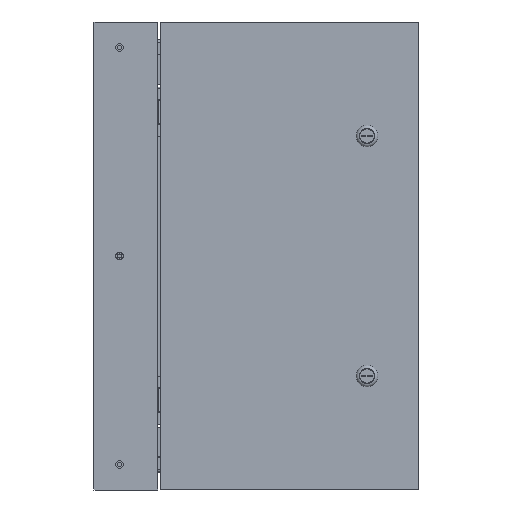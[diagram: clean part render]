
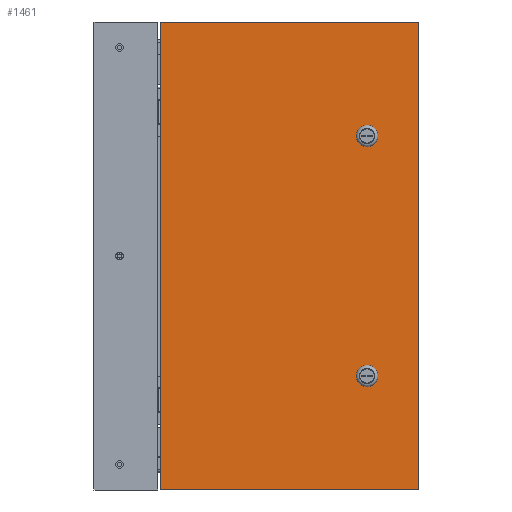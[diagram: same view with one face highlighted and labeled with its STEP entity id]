
A CAD part, front view. The second image highlights one B-rep face of the part: STEP entity #1461.
In plain terms, the highlighted planar face has unit normal (0, -1, 0).
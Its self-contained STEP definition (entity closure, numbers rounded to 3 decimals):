
#1461 = ADVANCED_FACE( '', ( #3061, #3062, #3063 ), #3064, .T. );
#3061 = FACE_BOUND( '', #14113, .T. );
#3062 = FACE_BOUND( '', #14114, .T. );
#3063 = FACE_OUTER_BOUND( '', #14115, .T. );
#3064 = PLANE( '', #14116 );
#14113 = EDGE_LOOP( '', ( #35519, #35520, #35521, #35522 ) );
#14114 = EDGE_LOOP( '', ( #35523, #35524, #35525, #35526 ) );
#14115 = EDGE_LOOP( '', ( #35527, #35528, #35529, #35530 ) );
#14116 = AXIS2_PLACEMENT_3D( '', #35531, #35532, #35533 );
#35519 = ORIENTED_EDGE( '', *, *, #39408, .F. );
#35520 = ORIENTED_EDGE( '', *, *, #38361, .F. );
#35521 = ORIENTED_EDGE( '', *, *, #39409, .F. );
#35522 = ORIENTED_EDGE( '', *, *, #39102, .F. );
#35523 = ORIENTED_EDGE( '', *, *, #38816, .F. );
#35524 = ORIENTED_EDGE( '', *, *, #39410, .F. );
#35525 = ORIENTED_EDGE( '', *, *, #39230, .F. );
#35526 = ORIENTED_EDGE( '', *, *, #39163, .F. );
#35527 = ORIENTED_EDGE( '', *, *, #39411, .T. );
#35528 = ORIENTED_EDGE( '', *, *, #39412, .T. );
#35529 = ORIENTED_EDGE( '', *, *, #39338, .T. );
#35530 = ORIENTED_EDGE( '', *, *, #39413, .T. );
#35531 = CARTESIAN_POINT( '', ( 0., 0., 0. ) );
#35532 = DIRECTION( '', ( 0., -1., 0. ) );
#35533 = DIRECTION( '', ( 0., 0., -1. ) );
#38361 = EDGE_CURVE( '', #40339, #40341, #40342, .T. );
#38816 = EDGE_CURVE( '', #41118, #41120, #41121, .T. );
#39102 = EDGE_CURVE( '', #41584, #41586, #41587, .T. );
#39163 = EDGE_CURVE( '', #41120, #41680, #41681, .T. );
#39230 = EDGE_CURVE( '', #41680, #41775, #41776, .T. );
#39338 = EDGE_CURVE( '', #41931, #41932, #41933, .T. );
#39408 = EDGE_CURVE( '', #40341, #41584, #42036, .T. );
#39409 = EDGE_CURVE( '', #41586, #40339, #42037, .T. );
#39410 = EDGE_CURVE( '', #41775, #41118, #42038, .T. );
#39411 = EDGE_CURVE( '', #42039, #42040, #42041, .T. );
#39412 = EDGE_CURVE( '', #42040, #41931, #42042, .T. );
#39413 = EDGE_CURVE( '', #41932, #42039, #42043, .T. );
#40339 = VERTEX_POINT( '', #43402 );
#40341 = VERTEX_POINT( '', #43405 );
#40342 = LINE( '', #43406, #43407 );
#41118 = VERTEX_POINT( '', #44951 );
#41120 = VERTEX_POINT( '', #44954 );
#41121 = CIRCLE( '', #44955, 9.716 );
#41584 = VERTEX_POINT( '', #45877 );
#41586 = VERTEX_POINT( '', #45880 );
#41587 = LINE( '', #45881, #45882 );
#41680 = VERTEX_POINT( '', #46048 );
#41681 = LINE( '', #46049, #46050 );
#41775 = VERTEX_POINT( '', #46350 );
#41776 = CIRCLE( '', #46351, 9.716 );
#41931 = VERTEX_POINT( '', #46656 );
#41932 = VERTEX_POINT( '', #46657 );
#41933 = LINE( '', #46658, #46659 );
#42036 = CIRCLE( '', #46889, 9.716 );
#42037 = CIRCLE( '', #46890, 9.716 );
#42038 = LINE( '', #46891, #46892 );
#42039 = VERTEX_POINT( '', #46893 );
#42040 = VERTEX_POINT( '', #46894 );
#42041 = LINE( '', #46895, #46896 );
#42042 = LINE( '', #46897, #46898 );
#42043 = LINE( '', #46899, #46900 );
#43402 = CARTESIAN_POINT( '', ( 90.678, 0., 121.678 ) );
#43405 = CARTESIAN_POINT( '', ( 90.678, 0., 132.322 ) );
#43406 = CARTESIAN_POINT( '', ( 90.678, 0., 132.322 ) );
#43407 = VECTOR( '', #49459, 1000. );
#44951 = CARTESIAN_POINT( '', ( 90.678, 0., -121.678 ) );
#44954 = CARTESIAN_POINT( '', ( 74.422, 0., -121.678 ) );
#44955 = AXIS2_PLACEMENT_3D( '', #49944, #49945, #49946 );
#45877 = CARTESIAN_POINT( '', ( 74.422, 0., 132.322 ) );
#45880 = CARTESIAN_POINT( '', ( 74.422, 0., 121.678 ) );
#45881 = CARTESIAN_POINT( '', ( 74.422, 0., 132.322 ) );
#45882 = VECTOR( '', #50269, 1000. );
#46048 = CARTESIAN_POINT( '', ( 74.422, 0., -132.322 ) );
#46049 = CARTESIAN_POINT( '', ( 74.422, 0., -121.678 ) );
#46050 = VECTOR( '', #50345, 1000. );
#46350 = CARTESIAN_POINT( '', ( 90.678, 0., -132.322 ) );
#46351 = AXIS2_PLACEMENT_3D( '', #50392, #50393, #50394 );
#46656 = CARTESIAN_POINT( '', ( 136.525, 0., -247.65 ) );
#46657 = CARTESIAN_POINT( '', ( 136.525, 0., 247.65 ) );
#46658 = CARTESIAN_POINT( '', ( 136.525, 0., -247.65 ) );
#46659 = VECTOR( '', #50516, 1000. );
#46889 = AXIS2_PLACEMENT_3D( '', #50579, #50580, #50581 );
#46890 = AXIS2_PLACEMENT_3D( '', #50582, #50583, #50584 );
#46891 = CARTESIAN_POINT( '', ( 90.678, 0., -121.678 ) );
#46892 = VECTOR( '', #50585, 1000. );
#46893 = CARTESIAN_POINT( '', ( -136.525, 0., 247.65 ) );
#46894 = CARTESIAN_POINT( '', ( -136.525, 0., -247.65 ) );
#46895 = CARTESIAN_POINT( '', ( -136.525, 0., 247.65 ) );
#46896 = VECTOR( '', #50586, 1000. );
#46897 = CARTESIAN_POINT( '', ( -136.525, 0., -247.65 ) );
#46898 = VECTOR( '', #50587, 1000. );
#46899 = CARTESIAN_POINT( '', ( 136.525, 0., 247.65 ) );
#46900 = VECTOR( '', #50588, 1000. );
#49459 = DIRECTION( '', ( 0., 0., 1. ) );
#49944 = CARTESIAN_POINT( '', ( 82.55, 0., -127. ) );
#49945 = DIRECTION( '', ( 0., -1., 0. ) );
#49946 = DIRECTION( '', ( 1., 0., 0. ) );
#50269 = DIRECTION( '', ( 0., 0., -1. ) );
#50345 = DIRECTION( '', ( 0., 0., -1. ) );
#50392 = CARTESIAN_POINT( '', ( 82.55, 0., -127. ) );
#50393 = DIRECTION( '', ( 0., -1., 0. ) );
#50394 = DIRECTION( '', ( 1., 0., 0. ) );
#50516 = DIRECTION( '', ( 0., 0., 1. ) );
#50579 = CARTESIAN_POINT( '', ( 82.55, 0., 127. ) );
#50580 = DIRECTION( '', ( 0., -1., 0. ) );
#50581 = DIRECTION( '', ( 1., 0., 0. ) );
#50582 = CARTESIAN_POINT( '', ( 82.55, 0., 127. ) );
#50583 = DIRECTION( '', ( 0., -1., 0. ) );
#50584 = DIRECTION( '', ( 1., 0., 0. ) );
#50585 = DIRECTION( '', ( 0., 0., 1. ) );
#50586 = DIRECTION( '', ( 0., 0., -1. ) );
#50587 = DIRECTION( '', ( 1., 0., 0. ) );
#50588 = DIRECTION( '', ( -1., 0., 0. ) );
